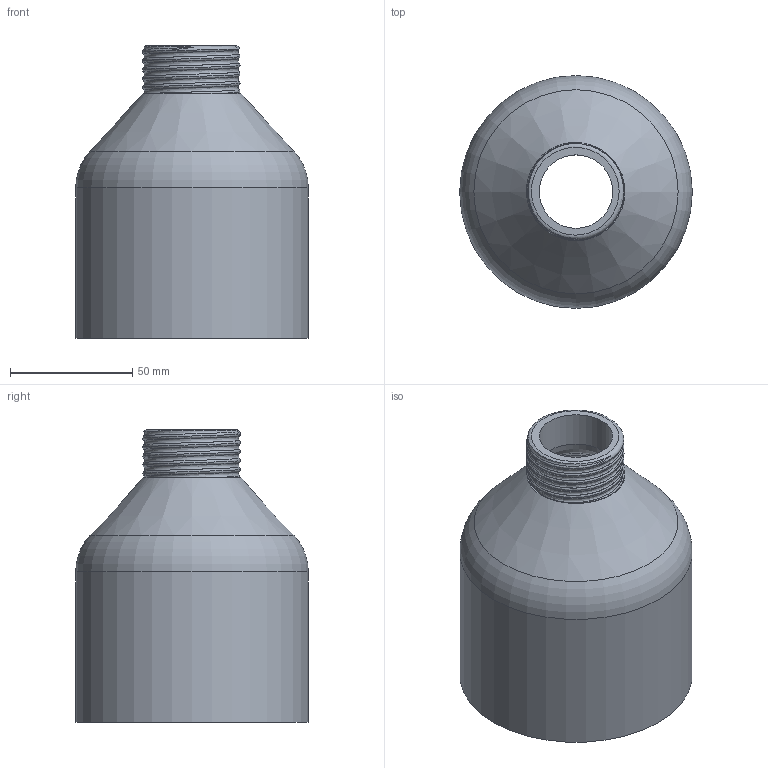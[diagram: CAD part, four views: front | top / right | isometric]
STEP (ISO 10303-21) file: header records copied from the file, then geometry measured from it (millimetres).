
FILE_DESCRIPTION(/* description */ (''),/* implementation_level */ '2;1');
FILE_NAME(/* name */ '120mm_Canister (NATO mount).step',/* time_stamp */ '2020-06-20T21:25:09+02:00',/* author */ (''),/* organization */ (''),/* preprocessor_version */ 'ST-DEVELOPER v18.1',/* originating_system */ 'Autodesk Translation Framework v9.3.0.1241',/* authorisation */ '');
FILE_SCHEMA (('AUTOMOTIVE_DESIGN { 1 0 10303 214 3 1 1 }'));
Length unit declared in the file: millimetre
Products named in the file (1): 120mm_Canister (NATO mount)
Bounding box: 95 x 95 x 119.59 mm (x, y, z)
Volume: 85445.3 mm3; surface area: 66162.1 mm2
Topology: 1 solids, 1 shells, 32 faces, 77 edges, 49 vertices
Faces by surface type: cylinder 14, bspline 6, plane 5, torus 4, cone 3
Full cylindrical faces by diameter (mm): 30 x1, 39.046 x4, 83.905 x2, 90 x1, 90.621 x1, 95 x1
Entity records: 5955 total; most frequent: CARTESIAN_POINT 5239, ORIENTED_EDGE 154, DIRECTION 116, EDGE_CURVE 77, AXIS2_PLACEMENT_3D 52, VERTEX_POINT 49, B_SPLINE_CURVE_WITH_KNOTS 40, EDGE_LOOP 36
